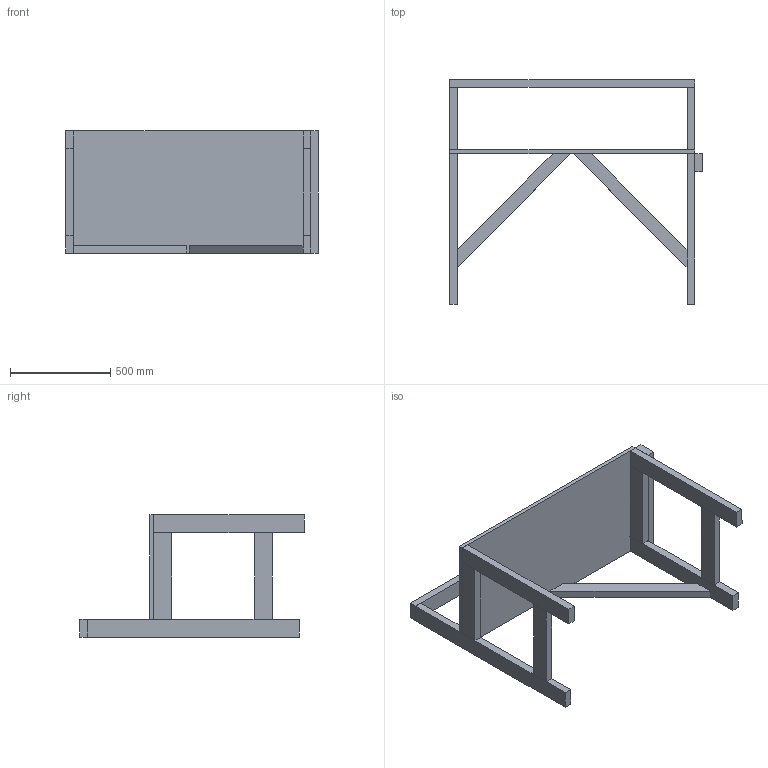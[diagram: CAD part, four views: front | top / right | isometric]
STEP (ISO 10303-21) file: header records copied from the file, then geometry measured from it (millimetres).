
FILE_DESCRIPTION(/* description */ (''),/* implementation_level */ '2;1');
FILE_NAME(/* name */ 'Desk Assembly.stp',/* time_stamp */ '2017-09-10T12:16:48-05:00',/* author */ ('jjsch'),/* organization */ (''),/* preprocessor_version */ 'ST-DEVELOPER v16.13',/* originating_system */ 'Autodesk Inventor 2018',/* authorisation */ '');
FILE_SCHEMA (('AUTOMOTIVE_DESIGN { 1 0 10303 214 3 1 1 }'));
Length unit declared in the file: inch
Products named in the file (8): Desk Assembly; Tabletop; Pillar, Back; Pillar, Front; Monitor Mount Bar; Joist, Side; Back Angle Piece; Top Continuation Bar
Assembly tree (13 placements, depth 2):
  Desk Assembly
    Pillar, Back  x2
    Tabletop
    Joist, Side  x4
    Pillar, Front  x2
    Monitor Mount Bar
    Back Angle Piece  x2
    Top Continuation Bar
Bounding box: 1257.3 x 1117.6 x 609.6 mm (x, y, z)
Volume: 41817738.9 mm3; surface area: 3740604.3 mm2
Topology: 13 solids, 13 shells, 82 faces, 168 edges, 112 vertices
Faces by surface type: plane 82
Entity records: 1598 total; most frequent: DIRECTION 232, CARTESIAN_POINT 228, ORIENTED_EDGE 192, LINE 96, VECTOR 96, EDGE_CURVE 96, AXIS2_PLACEMENT_3D 68, VERTEX_POINT 64
